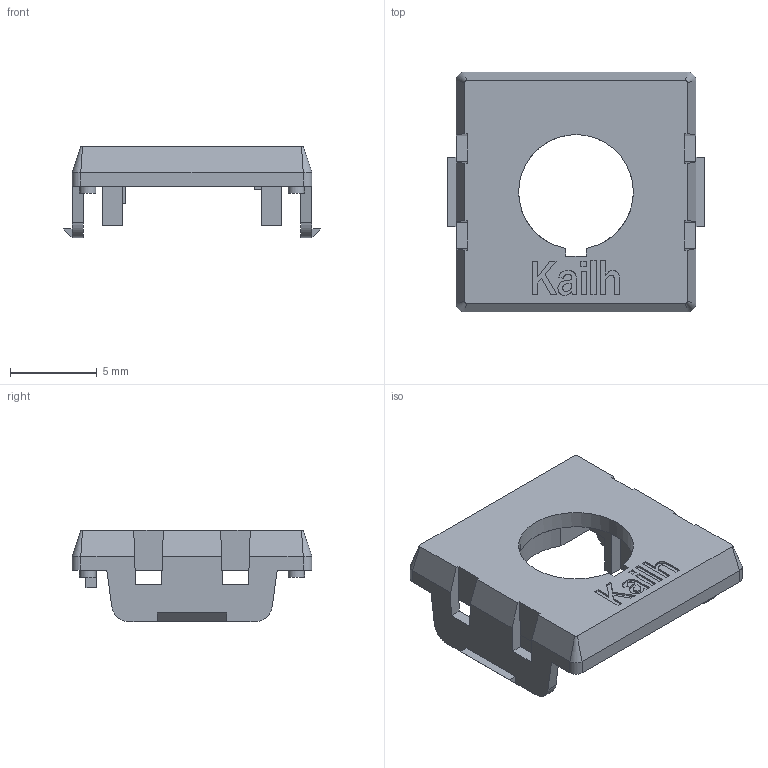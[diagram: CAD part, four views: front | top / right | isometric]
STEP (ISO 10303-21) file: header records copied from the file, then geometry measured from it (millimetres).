
FILE_DESCRIPTION(('FreeCAD Model'),'2;1');
FILE_NAME('Open CASCADE Shape Model','2023-06-05T15:12:34',(''),(''), 'Open CASCADE STEP processor 7.6','FreeCAD','Unknown');
FILE_SCHEMA(('AUTOMOTIVE_DESIGN { 1 0 10303 214 1 1 1 1 }'));
Length unit declared in the file: millimetre
Products named in the file (1): top
Bounding box: 14.8 x 13.8 x 5.25 mm (x, y, z)
Volume: 271.4 mm3; surface area: 778 mm2
Topology: 1 solids, 1 shells, 260 faces, 735 edges, 480 vertices
Faces by surface type: plane 172, extrusion 60, cylinder 16, bspline 12
Full cylindrical faces by diameter (mm): 0.95 x4
Entity records: 8600 total; most frequent: CARTESIAN_POINT 2105, ORIENTED_EDGE 1470, DIRECTION 1075, EDGE_CURVE 735, VECTOR 621, LINE 561, VERTEX_POINT 480, FACE_BOUND 273
